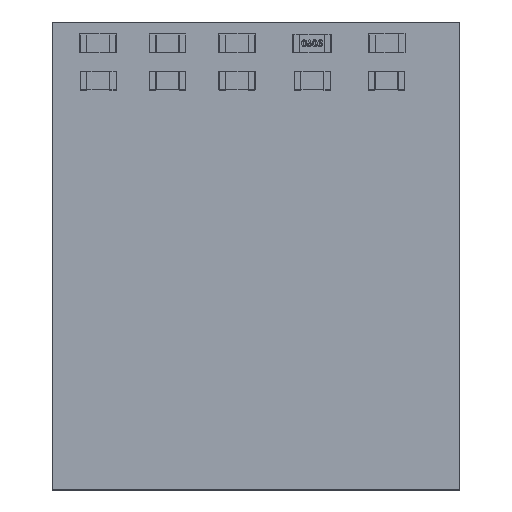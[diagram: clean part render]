
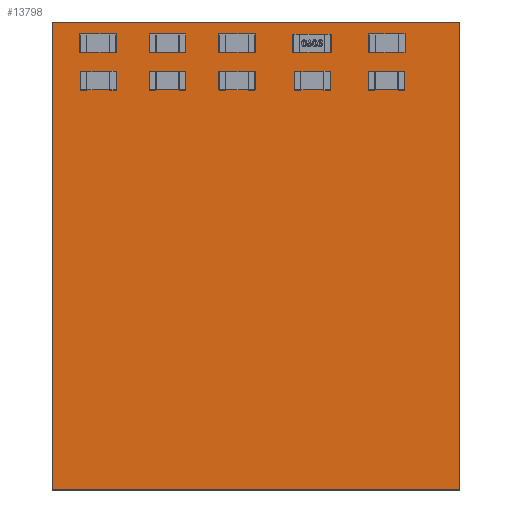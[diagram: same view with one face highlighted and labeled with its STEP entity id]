
A CAD part, top view. The second image highlights one B-rep face of the part: STEP entity #13798.
In plain terms, the highlighted planar face has unit normal (0, 0, 1).
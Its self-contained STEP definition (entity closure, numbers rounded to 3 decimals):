
#13669 = VERTEX_POINT('',#13670);
#13670 = CARTESIAN_POINT('',(25.4,25.4,0.));
#13676 = EDGE_CURVE('',#13669,#13677,#13679,.T.);
#13677 = VERTEX_POINT('',#13678);
#13678 = CARTESIAN_POINT('',(25.4,45.974,0.));
#13679 = LINE('',#13680,#13681);
#13680 = CARTESIAN_POINT('',(25.4,25.4,0.));
#13681 = VECTOR('',#13682,1.);
#13682 = DIRECTION('',(0.,1.,0.));
#13707 = EDGE_CURVE('',#13677,#13708,#13710,.T.);
#13708 = VERTEX_POINT('',#13709);
#13709 = CARTESIAN_POINT('',(43.307,45.974,0.));
#13710 = LINE('',#13711,#13712);
#13711 = CARTESIAN_POINT('',(25.4,45.974,0.));
#13712 = VECTOR('',#13713,1.);
#13713 = DIRECTION('',(1.,0.,0.));
#13738 = EDGE_CURVE('',#13708,#13739,#13741,.T.);
#13739 = VERTEX_POINT('',#13740);
#13740 = CARTESIAN_POINT('',(43.307,25.4,0.));
#13741 = LINE('',#13742,#13743);
#13742 = CARTESIAN_POINT('',(43.307,45.974,0.));
#13743 = VECTOR('',#13744,1.);
#13744 = DIRECTION('',(0.,-1.,0.));
#13769 = EDGE_CURVE('',#13739,#13669,#13770,.T.);
#13770 = LINE('',#13771,#13772);
#13771 = CARTESIAN_POINT('',(43.307,25.4,0.));
#13772 = VECTOR('',#13773,1.);
#13773 = DIRECTION('',(-1.,0.,0.));
#13798 = ADVANCED_FACE('',(#13799),#13805,.T.);
#13799 = FACE_BOUND('',#13800,.F.);
#13800 = EDGE_LOOP('',(#13801,#13802,#13803,#13804));
#13801 = ORIENTED_EDGE('',*,*,#13676,.T.);
#13802 = ORIENTED_EDGE('',*,*,#13707,.T.);
#13803 = ORIENTED_EDGE('',*,*,#13738,.T.);
#13804 = ORIENTED_EDGE('',*,*,#13769,.T.);
#13805 = PLANE('',#13806);
#13806 = AXIS2_PLACEMENT_3D('',#13807,#13808,#13809);
#13807 = CARTESIAN_POINT('',(25.4,25.4,0.));
#13808 = DIRECTION('',(0.,0.,1.));
#13809 = DIRECTION('',(1.,0.,0.));
